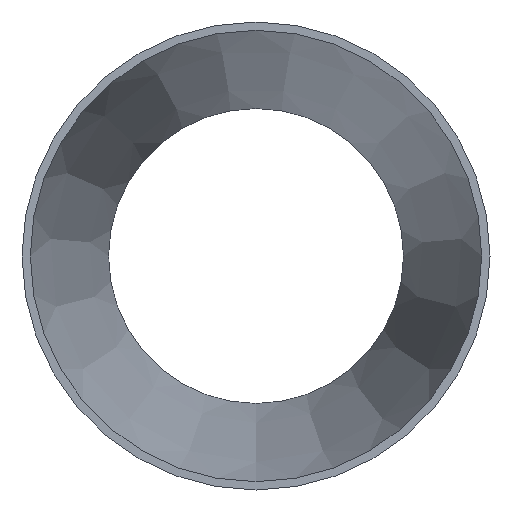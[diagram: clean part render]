
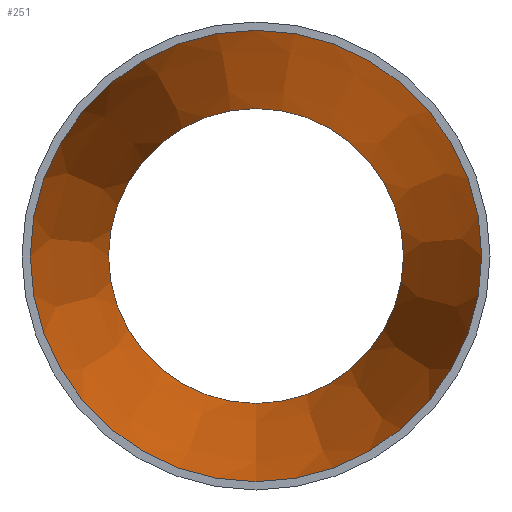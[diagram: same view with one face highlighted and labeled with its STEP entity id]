
A CAD part, front view. The second image highlights one B-rep face of the part: STEP entity #251.
In plain terms, the highlighted conical face has half-angle 9.43 degrees and reference radius 55.123 mm.
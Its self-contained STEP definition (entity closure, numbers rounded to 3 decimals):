
#251 = ADVANCED_FACE ( 'NONE', ( #4487, #1474 ), #6959, .F. ) ;
#1075 = VERTEX_POINT ( 'NONE', #16906 ) ;
#1474 = FACE_OUTER_BOUND ( 'NONE', #16634, .T. ) ;
#4186 = CARTESIAN_POINT ( 'NONE',  ( 0., 115., -36.023 ) ) ;
#4268 = EDGE_CURVE ( 'NONE', #1075, #1075, #10337, .T. ) ;
#4487 = FACE_BOUND ( 'NONE', #5745, .T. ) ;
#5416 = CARTESIAN_POINT ( 'NONE',  ( 0., 0., 0. ) ) ;
#5644 = CARTESIAN_POINT ( 'NONE',  ( 0., 115., 0. ) ) ;
#5745 = EDGE_LOOP ( 'NONE', ( #8122 ) ) ;
#6697 = VERTEX_POINT ( 'NONE', #4186 ) ;
#6959 = CONICAL_SURFACE ( 'NONE', #16622, 55.123, 0.165 ) ;
#7353 = DIRECTION ( 'NONE',  ( 0., 0., -1. ) ) ;
#8122 = ORIENTED_EDGE ( 'NONE', *, *, #14527, .F. ) ;
#8570 = AXIS2_PLACEMENT_3D ( 'NONE', #5644, #10894, #7353 ) ;
#8694 = AXIS2_PLACEMENT_3D ( 'NONE', #5416, #9216, #15974 ) ;
#9216 = DIRECTION ( 'NONE',  ( 0., -1., 0. ) ) ;
#10337 = CIRCLE ( 'NONE', #8694, 55.123 ) ;
#10894 = DIRECTION ( 'NONE',  ( 0., -1., 0. ) ) ;
#12277 = DIRECTION ( 'NONE',  ( 0., -1., 0. ) ) ;
#12701 = CIRCLE ( 'NONE', #8570, 36.023 ) ;
#13585 = DIRECTION ( 'NONE',  ( 0., 0., -1. ) ) ;
#14055 = ORIENTED_EDGE ( 'NONE', *, *, #4268, .T. ) ;
#14527 = EDGE_CURVE ( 'NONE', #6697, #6697, #12701, .T. ) ;
#14883 = CARTESIAN_POINT ( 'NONE',  ( 0., 0., 0. ) ) ;
#15974 = DIRECTION ( 'NONE',  ( 0., 0., -1. ) ) ;
#16622 = AXIS2_PLACEMENT_3D ( 'NONE', #14883, #12277, #13585 ) ;
#16634 = EDGE_LOOP ( 'NONE', ( #14055 ) ) ;
#16906 = CARTESIAN_POINT ( 'NONE',  ( 0., 0., -55.123 ) ) ;
